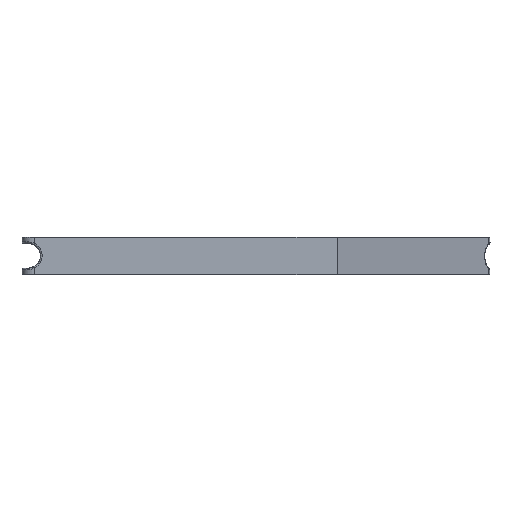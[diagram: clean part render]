
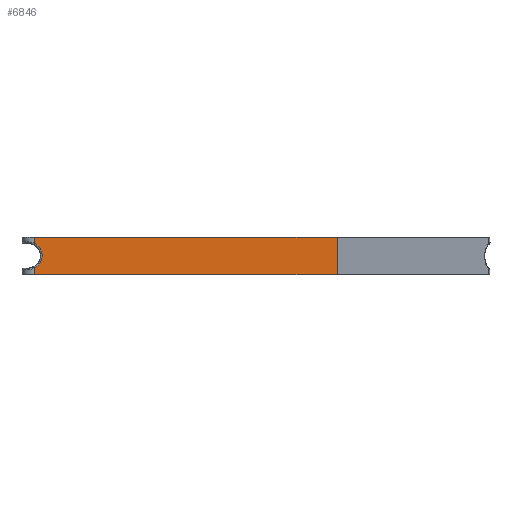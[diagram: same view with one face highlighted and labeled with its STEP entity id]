
A CAD part, top view. The second image highlights one B-rep face of the part: STEP entity #6846.
In plain terms, the highlighted planar face has unit normal (0, 0, 1).
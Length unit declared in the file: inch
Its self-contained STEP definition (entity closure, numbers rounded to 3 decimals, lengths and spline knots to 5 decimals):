
#296 = VECTOR ( 'NONE', #3741, 39.37008 ) ;
#538 = ORIENTED_EDGE ( 'NONE', *, *, #2046, .T. ) ;
#649 = VERTEX_POINT ( 'NONE', #2563 ) ;
#823 = CARTESIAN_POINT ( 'NONE',  ( -6.125, 0.375, 0.5 ) ) ;
#838 = EDGE_LOOP ( 'NONE', ( #4822, #538, #2910, #3100, #1388, #6118 ) ) ;
#1037 = DIRECTION ( 'NONE',  ( 0., -1., 0. ) ) ;
#1063 = VECTOR ( 'NONE', #3620, 39.37008 ) ;
#1388 = ORIENTED_EDGE ( 'NONE', *, *, #5825, .F. ) ;
#1662 = FACE_OUTER_BOUND ( 'NONE', #838, .T. ) ;
#1871 = PLANE ( 'NONE',  #5742 ) ;
#1955 = LINE ( 'NONE', #823, #296 ) ;
#1958 = DIRECTION ( 'NONE',  ( 0., -1., 0. ) ) ;
#2046 = EDGE_CURVE ( 'NONE', #6818, #649, #6414, .T. ) ;
#2197 = CARTESIAN_POINT ( 'NONE',  ( -6.25, 0., 0.5 ) ) ;
#2249 = VERTEX_POINT ( 'NONE', #4498 ) ;
#2551 = CARTESIAN_POINT ( 'NONE',  ( -6.375, 0.375, 0.5 ) ) ;
#2555 = CARTESIAN_POINT ( 'NONE',  ( -6.375, -0.375, 0.5 ) ) ;
#2563 = CARTESIAN_POINT ( 'NONE',  ( -6.125, -0.25195, 0.5 ) ) ;
#2870 = VERTEX_POINT ( 'NONE', #4972 ) ;
#2910 = ORIENTED_EDGE ( 'NONE', *, *, #4971, .T. ) ;
#3100 = ORIENTED_EDGE ( 'NONE', *, *, #5771, .T. ) ;
#3503 = CARTESIAN_POINT ( 'NONE',  ( -6.125, -0.375, 0.5 ) ) ;
#3517 = DIRECTION ( 'NONE',  ( -1., 0., 0. ) ) ;
#3620 = DIRECTION ( 'NONE',  ( 1., 0., 0. ) ) ;
#3731 = VECTOR ( 'NONE', #1958, 39.37008 ) ;
#3741 = DIRECTION ( 'NONE',  ( 0., -1., 0. ) ) ;
#3838 = LINE ( 'NONE', #5070, #3849 ) ;
#3849 = VECTOR ( 'NONE', #1037, 39.37008 ) ;
#4126 = EDGE_CURVE ( 'NONE', #2249, #7101, #6528, .T. ) ;
#4336 = VERTEX_POINT ( 'NONE', #3503 ) ;
#4498 = CARTESIAN_POINT ( 'NONE',  ( -6.125, 0.375, 0.5 ) ) ;
#4655 = DIRECTION ( 'NONE',  ( 0., 0., -1. ) ) ;
#4677 = DIRECTION ( 'NONE',  ( 1., 0., 0. ) ) ;
#4739 = LINE ( 'NONE', #6987, #3731 ) ;
#4822 = ORIENTED_EDGE ( 'NONE', *, *, #6180, .T. ) ;
#4871 = DIRECTION ( 'NONE',  ( 0., 0., -1. ) ) ;
#4971 = EDGE_CURVE ( 'NONE', #649, #4336, #1955, .T. ) ;
#4972 = CARTESIAN_POINT ( 'NONE',  ( 0., -0.375, 0.5 ) ) ;
#5070 = CARTESIAN_POINT ( 'NONE',  ( 0., 0.375, 0.5 ) ) ;
#5151 = VECTOR ( 'NONE', #4677, 39.37008 ) ;
#5338 = AXIS2_PLACEMENT_3D ( 'NONE', #2197, #4871, #7121 ) ;
#5742 = AXIS2_PLACEMENT_3D ( 'NONE', #6822, #4655, #3517 ) ;
#5771 = EDGE_CURVE ( 'NONE', #4336, #2870, #5945, .T. ) ;
#5825 = EDGE_CURVE ( 'NONE', #7101, #2870, #3838, .T. ) ;
#5875 = CARTESIAN_POINT ( 'NONE',  ( 0., 0.375, 0.5 ) ) ;
#5945 = LINE ( 'NONE', #2555, #1063 ) ;
#6118 = ORIENTED_EDGE ( 'NONE', *, *, #4126, .F. ) ;
#6180 = EDGE_CURVE ( 'NONE', #2249, #6818, #4739, .T. ) ;
#6414 = CIRCLE ( 'NONE', #5338, 0.28125 ) ;
#6528 = LINE ( 'NONE', #2551, #5151 ) ;
#6818 = VERTEX_POINT ( 'NONE', #7196 ) ;
#6822 = CARTESIAN_POINT ( 'NONE',  ( -6.375, 0.375, 0.5 ) ) ;
#6846 = ADVANCED_FACE ( 'NONE', ( #1662 ), #1871, .F. ) ;
#6987 = CARTESIAN_POINT ( 'NONE',  ( -6.125, 0.375, 0.5 ) ) ;
#7101 = VERTEX_POINT ( 'NONE', #5875 ) ;
#7121 = DIRECTION ( 'NONE',  ( -1., 0., 0. ) ) ;
#7196 = CARTESIAN_POINT ( 'NONE',  ( -6.125, 0.25195, 0.5 ) ) ;
